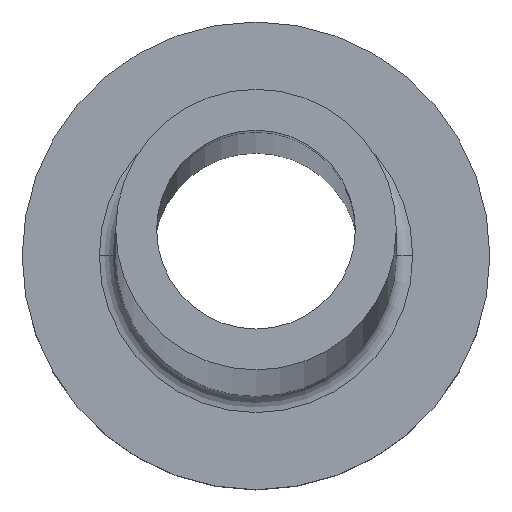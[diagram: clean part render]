
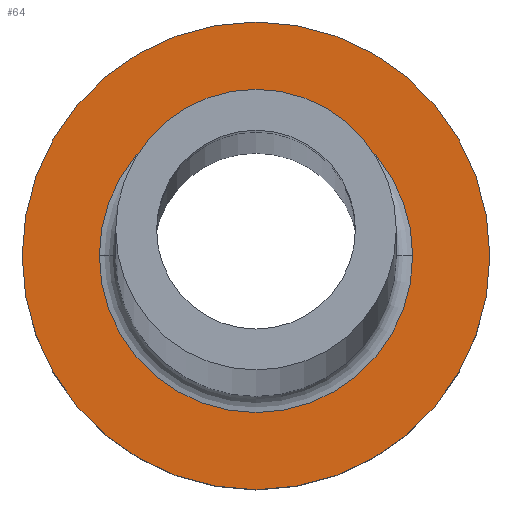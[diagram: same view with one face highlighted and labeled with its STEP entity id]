
A CAD part, top view. The second image highlights one B-rep face of the part: STEP entity #64.
In plain terms, the highlighted planar face has unit normal (0, 0, 1).
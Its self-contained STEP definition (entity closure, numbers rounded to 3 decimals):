
#6 = CIRCLE ( 'NONE', #157, 10. ) ;
#18 = EDGE_LOOP ( 'NONE', ( #308, #123 ) ) ;
#38 = CIRCLE ( 'NONE', #428, 6.7 ) ;
#54 = EDGE_CURVE ( 'NONE', #226, #200, #6, .T. ) ;
#64 = ADVANCED_FACE ( 'NONE', ( #423, #358 ), #102, .T. ) ;
#67 = VERTEX_POINT ( 'NONE', #243 ) ;
#80 = CARTESIAN_POINT ( 'NONE',  ( 10., 0., 7. ) ) ;
#93 = EDGE_LOOP ( 'NONE', ( #451, #209 ) ) ;
#94 = DIRECTION ( 'NONE',  ( 0., 0., -1. ) ) ;
#100 = VERTEX_POINT ( 'NONE', #363 ) ;
#102 = PLANE ( 'NONE',  #132 ) ;
#108 = DIRECTION ( 'NONE',  ( 1., 0., 0. ) ) ;
#111 = CIRCLE ( 'NONE', #116, 6.7 ) ;
#116 = AXIS2_PLACEMENT_3D ( 'NONE', #337, #94, #441 ) ;
#123 = ORIENTED_EDGE ( 'NONE', *, *, #223, .T. ) ;
#132 = AXIS2_PLACEMENT_3D ( 'NONE', #461, #429, #108 ) ;
#154 = DIRECTION ( 'NONE',  ( 0., 0., 1. ) ) ;
#157 = AXIS2_PLACEMENT_3D ( 'NONE', #252, #175, #455 ) ;
#175 = DIRECTION ( 'NONE',  ( 0., 0., 1. ) ) ;
#180 = AXIS2_PLACEMENT_3D ( 'NONE', #256, #154, #437 ) ;
#200 = VERTEX_POINT ( 'NONE', #80 ) ;
#209 = ORIENTED_EDGE ( 'NONE', *, *, #289, .T. ) ;
#223 = EDGE_CURVE ( 'NONE', #200, #226, #276, .T. ) ;
#226 = VERTEX_POINT ( 'NONE', #364 ) ;
#243 = CARTESIAN_POINT ( 'NONE',  ( -6.7, 0., 7. ) ) ;
#252 = CARTESIAN_POINT ( 'NONE',  ( 0., 0., 7. ) ) ;
#256 = CARTESIAN_POINT ( 'NONE',  ( 0., 0., 7. ) ) ;
#272 = CARTESIAN_POINT ( 'NONE',  ( 0., 0., 7. ) ) ;
#276 = CIRCLE ( 'NONE', #180, 10. ) ;
#289 = EDGE_CURVE ( 'NONE', #67, #100, #111, .T. ) ;
#308 = ORIENTED_EDGE ( 'NONE', *, *, #54, .T. ) ;
#336 = EDGE_CURVE ( 'NONE', #100, #67, #38, .T. ) ;
#337 = CARTESIAN_POINT ( 'NONE',  ( 0., 0., 7. ) ) ;
#344 = DIRECTION ( 'NONE',  ( 0., 0., -1. ) ) ;
#358 = FACE_OUTER_BOUND ( 'NONE', #18, .T. ) ;
#363 = CARTESIAN_POINT ( 'NONE',  ( 6.7, 0., 7. ) ) ;
#364 = CARTESIAN_POINT ( 'NONE',  ( -10., 0., 7. ) ) ;
#406 = DIRECTION ( 'NONE',  ( 1., 0., 0. ) ) ;
#423 = FACE_BOUND ( 'NONE', #93, .T. ) ;
#428 = AXIS2_PLACEMENT_3D ( 'NONE', #272, #344, #406 ) ;
#429 = DIRECTION ( 'NONE',  ( 0., 0., 1. ) ) ;
#437 = DIRECTION ( 'NONE',  ( 1., 0., 0. ) ) ;
#441 = DIRECTION ( 'NONE',  ( 1., 0., 0. ) ) ;
#451 = ORIENTED_EDGE ( 'NONE', *, *, #336, .T. ) ;
#455 = DIRECTION ( 'NONE',  ( 1., 0., 0. ) ) ;
#461 = CARTESIAN_POINT ( 'NONE',  ( 0., 0., 7. ) ) ;
